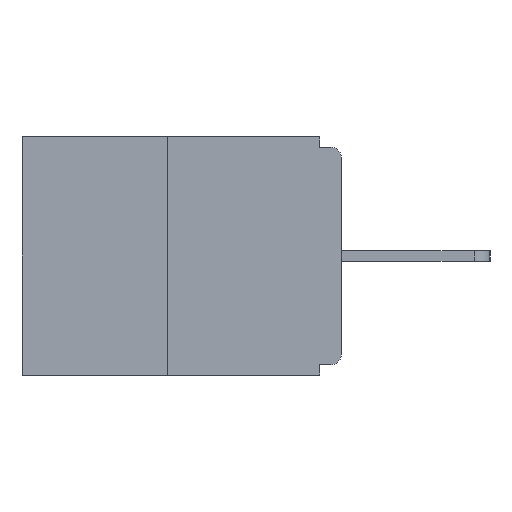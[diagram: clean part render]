
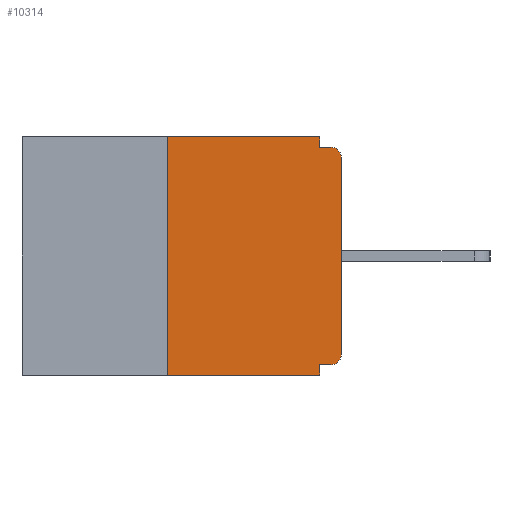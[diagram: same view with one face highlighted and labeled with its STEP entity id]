
A CAD part, left-side view. The second image highlights one B-rep face of the part: STEP entity #10314.
In plain terms, the highlighted planar face has unit normal (-1, 0, 0).
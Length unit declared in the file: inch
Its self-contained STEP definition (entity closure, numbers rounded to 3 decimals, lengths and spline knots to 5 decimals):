
#104 = CARTESIAN_POINT ( 'NONE',  ( 0., 0., -0.313 ) ) ;
#132 = DIRECTION ( 'NONE',  ( 1., 0., 0. ) ) ;
#212 = FACE_OUTER_BOUND ( 'NONE', #5668, .T. ) ;
#272 = EDGE_CURVE ( 'NONE', #348, #2229, #6659, .T. ) ;
#311 = VERTEX_POINT ( 'NONE', #5061 ) ;
#348 = VERTEX_POINT ( 'NONE', #8182 ) ;
#429 = CARTESIAN_POINT ( 'NONE',  ( 0., 0.031, -0.328 ) ) ;
#506 = CARTESIAN_POINT ( 'NONE',  ( 0., 0.015, -0.015 ) ) ;
#512 = EDGE_CURVE ( 'NONE', #11114, #808, #10316, .T. ) ;
#808 = VERTEX_POINT ( 'NONE', #5039 ) ;
#895 = CARTESIAN_POINT ( 'NONE',  ( 0., 0.015, -0.313 ) ) ;
#1191 = ORIENTED_EDGE ( 'NONE', *, *, #8598, .F. ) ;
#1333 = EDGE_CURVE ( 'NONE', #311, #5958, #4547, .T. ) ;
#1407 = CIRCLE ( 'NONE', #11096, 0.015 ) ;
#1561 = ORIENTED_EDGE ( 'NONE', *, *, #10036, .F. ) ;
#1855 = DIRECTION ( 'NONE',  ( -1., 0., 0. ) ) ;
#1859 = CARTESIAN_POINT ( 'NONE',  ( 0., 0.46, 0. ) ) ;
#2017 = ORIENTED_EDGE ( 'NONE', *, *, #7418, .T. ) ;
#2064 = VERTEX_POINT ( 'NONE', #429 ) ;
#2229 = VERTEX_POINT ( 'NONE', #11910 ) ;
#2316 = ORIENTED_EDGE ( 'NONE', *, *, #1333, .T. ) ;
#2382 = CIRCLE ( 'NONE', #11997, 0.015 ) ;
#2644 = VECTOR ( 'NONE', #10266, 39.37008 ) ;
#2703 = CARTESIAN_POINT ( 'NONE',  ( 0., 0., -0.328 ) ) ;
#2909 = EDGE_CURVE ( 'NONE', #2064, #5958, #10271, .T. ) ;
#3793 = CARTESIAN_POINT ( 'NONE',  ( 0., 0.031, -0.343 ) ) ;
#3948 = DIRECTION ( 'NONE',  ( 0., 0., -1. ) ) ;
#4291 = ORIENTED_EDGE ( 'NONE', *, *, #11275, .F. ) ;
#4305 = DIRECTION ( 'NONE',  ( 0., -1., 0. ) ) ;
#4482 = ORIENTED_EDGE ( 'NONE', *, *, #512, .T. ) ;
#4542 = LINE ( 'NONE', #2703, #2644 ) ;
#4547 = LINE ( 'NONE', #8693, #7810 ) ;
#4712 = VERTEX_POINT ( 'NONE', #7175 ) ;
#5039 = CARTESIAN_POINT ( 'NONE',  ( 0., 0., -0.03 ) ) ;
#5061 = CARTESIAN_POINT ( 'NONE',  ( 0., 0.25, -0.343 ) ) ;
#5073 = ORIENTED_EDGE ( 'NONE', *, *, #5311, .T. ) ;
#5311 = EDGE_CURVE ( 'NONE', #11084, #11114, #1407, .T. ) ;
#5514 = LINE ( 'NONE', #7042, #6426 ) ;
#5650 = VERTEX_POINT ( 'NONE', #506 ) ;
#5668 = EDGE_LOOP ( 'NONE', ( #9027, #4291, #2316, #10010, #1191, #5073, #4482, #2017, #1561, #8342 ) ) ;
#5705 = CARTESIAN_POINT ( 'NONE',  ( 0., 0.031, -0.343 ) ) ;
#5958 = VERTEX_POINT ( 'NONE', #5705 ) ;
#6059 = VECTOR ( 'NONE', #7505, 39.37008 ) ;
#6235 = VECTOR ( 'NONE', #6622, 39.37008 ) ;
#6307 = VECTOR ( 'NONE', #8520, 39.37008 ) ;
#6415 = PLANE ( 'NONE',  #8804 ) ;
#6426 = VECTOR ( 'NONE', #4305, 39.37008 ) ;
#6622 = DIRECTION ( 'NONE',  ( 0., 0., 1. ) ) ;
#6659 = LINE ( 'NONE', #10847, #6952 ) ;
#6950 = CARTESIAN_POINT ( 'NONE',  ( 0., 0.015, -0.03 ) ) ;
#6952 = VECTOR ( 'NONE', #11662, 39.37008 ) ;
#7042 = CARTESIAN_POINT ( 'NONE',  ( 0., 0., -0.015 ) ) ;
#7175 = CARTESIAN_POINT ( 'NONE',  ( 0., 0.031, -0.015 ) ) ;
#7351 = VECTOR ( 'NONE', #9527, 39.37008 ) ;
#7418 = EDGE_CURVE ( 'NONE', #808, #5650, #2382, .T. ) ;
#7458 = CARTESIAN_POINT ( 'NONE',  ( 0., 0.015, -0.328 ) ) ;
#7505 = DIRECTION ( 'NONE',  ( 0., 0., 1. ) ) ;
#7643 = LINE ( 'NONE', #11334, #7351 ) ;
#7810 = VECTOR ( 'NONE', #10405, 39.37008 ) ;
#8028 = DIRECTION ( 'NONE',  ( 0., 0., -1. ) ) ;
#8182 = CARTESIAN_POINT ( 'NONE',  ( 0., 0.25, 0. ) ) ;
#8342 = ORIENTED_EDGE ( 'NONE', *, *, #8961, .F. ) ;
#8350 = CARTESIAN_POINT ( 'NONE',  ( 0., 0., 0. ) ) ;
#8520 = DIRECTION ( 'NONE',  ( 0., 0., -1. ) ) ;
#8598 = EDGE_CURVE ( 'NONE', #11084, #2064, #4542, .T. ) ;
#8693 = CARTESIAN_POINT ( 'NONE',  ( 0., 0.46, -0.343 ) ) ;
#8804 = AXIS2_PLACEMENT_3D ( 'NONE', #1859, #132, #3948 ) ;
#8961 = EDGE_CURVE ( 'NONE', #2229, #4712, #7643, .T. ) ;
#9027 = ORIENTED_EDGE ( 'NONE', *, *, #272, .F. ) ;
#9527 = DIRECTION ( 'NONE',  ( 0., 0., -1. ) ) ;
#9823 = DIRECTION ( 'NONE',  ( -1., 0., 0. ) ) ;
#10010 = ORIENTED_EDGE ( 'NONE', *, *, #2909, .F. ) ;
#10036 = EDGE_CURVE ( 'NONE', #4712, #5650, #5514, .T. ) ;
#10266 = DIRECTION ( 'NONE',  ( 0., 1., 0. ) ) ;
#10270 = DIRECTION ( 'NONE',  ( 0., 0., -1. ) ) ;
#10271 = LINE ( 'NONE', #3793, #6307 ) ;
#10314 = ADVANCED_FACE ( 'NONE', ( #212 ), #6415, .F. ) ;
#10316 = LINE ( 'NONE', #8350, #6059 ) ;
#10405 = DIRECTION ( 'NONE',  ( 0., -1., 0. ) ) ;
#10847 = CARTESIAN_POINT ( 'NONE',  ( 0., 0.46, 0. ) ) ;
#11084 = VERTEX_POINT ( 'NONE', #7458 ) ;
#11093 = LINE ( 'NONE', #11273, #6235 ) ;
#11096 = AXIS2_PLACEMENT_3D ( 'NONE', #895, #1855, #10270 ) ;
#11114 = VERTEX_POINT ( 'NONE', #104 ) ;
#11273 = CARTESIAN_POINT ( 'NONE',  ( 0., 0.25, 0. ) ) ;
#11275 = EDGE_CURVE ( 'NONE', #311, #348, #11093, .T. ) ;
#11334 = CARTESIAN_POINT ( 'NONE',  ( 0., 0.031, 0. ) ) ;
#11662 = DIRECTION ( 'NONE',  ( 0., -1., 0. ) ) ;
#11910 = CARTESIAN_POINT ( 'NONE',  ( 0., 0.031, 0. ) ) ;
#11997 = AXIS2_PLACEMENT_3D ( 'NONE', #6950, #9823, #8028 ) ;
